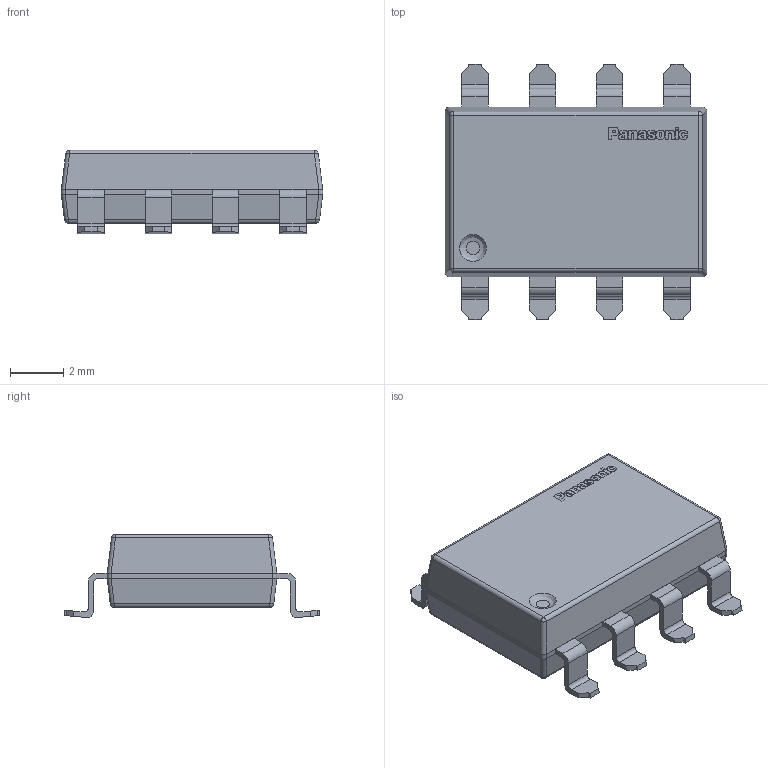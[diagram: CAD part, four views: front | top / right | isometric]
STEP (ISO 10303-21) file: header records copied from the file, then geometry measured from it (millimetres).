
FILE_DESCRIPTION(/* description */ (''),/* implementation_level */ '2;1');
FILE_NAME(/* name */ '1.stp',/* time_stamp */ '2021-02-12T15:04:55+02:00',/* author */ ('k'),/* organization */ (''),/* preprocessor_version */ 'ST-DEVELOPER v15.6',/* originating_system */ 'Autodesk Inventor 2015',/* authorisation */ '');
FILE_SCHEMA (('AUTOMOTIVE_DESIGN { 1 0 10303 214 3 1 1 }'));
Length unit declared in the file: millimetre
Products named in the file (4): 1; 3; Panasonic Logo
Bounding box: 9.86 x 9.62 x 3.14 mm (x, y, z)
Volume: 171.2 mm3; surface area: 260.7 mm2
Topology: 19 solids, 19 shells, 382 faces, 1006 edges, 663 vertices
Faces by surface type: plane 198, bspline 124, cylinder 52, sphere 8
Entity records: 12480 total; most frequent: CARTESIAN_POINT 3685, ORIENTED_EDGE 2012, DIRECTION 1404, EDGE_CURVE 1006, VERTEX_POINT 663, LINE 644, VECTOR 644, EDGE_LOOP 391
